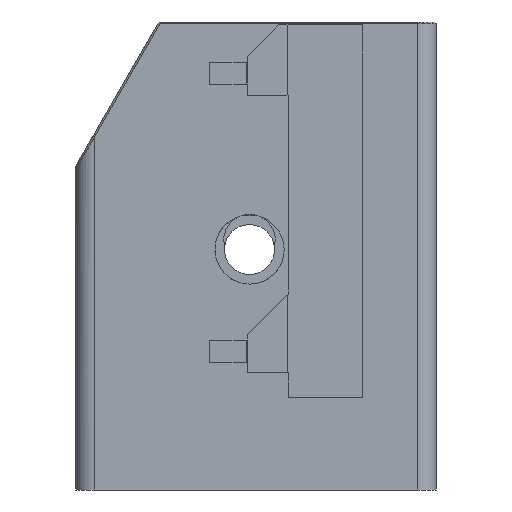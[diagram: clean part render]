
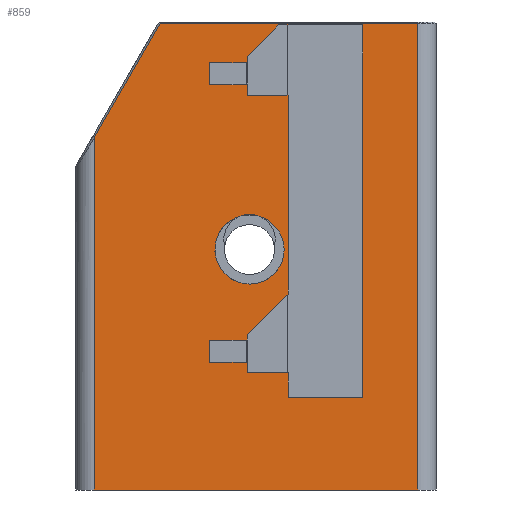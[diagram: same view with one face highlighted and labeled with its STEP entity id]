
A CAD part, front view. The second image highlights one B-rep face of the part: STEP entity #859.
In plain terms, the highlighted planar face has unit normal (0, -1, 0).
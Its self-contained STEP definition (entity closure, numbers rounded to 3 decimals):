
#249 = VERTEX_POINT('',#250);
#250 = CARTESIAN_POINT('',(185.,-77.5,0.));
#257 = EDGE_CURVE('',#258,#249,#260,.T.);
#258 = VERTEX_POINT('',#259);
#259 = CARTESIAN_POINT('',(10.,-77.5,0.));
#260 = LINE('',#261,#262);
#261 = CARTESIAN_POINT('',(0.,-77.5,0.));
#262 = VECTOR('',#263,1.);
#263 = DIRECTION('',(1.,0.,0.));
#370 = EDGE_CURVE('',#258,#371,#373,.T.);
#371 = VERTEX_POINT('',#372);
#372 = CARTESIAN_POINT('',(10.,-77.5,190.321));
#373 = LINE('',#374,#375);
#374 = CARTESIAN_POINT('',(10.,-77.5,0.));
#375 = VECTOR('',#376,1.);
#376 = DIRECTION('',(0.,0.,1.));
#859 = ADVANCED_FACE('',(#860,#894,#928,#972,#1006),#1112,.T.);
#860 = FACE_BOUND('',#861,.F.);
#861 = EDGE_LOOP('',(#862,#870,#871,#872,#880,#888));
#862 = ORIENTED_EDGE('',*,*,#863,.F.);
#863 = EDGE_CURVE('',#249,#864,#866,.T.);
#864 = VERTEX_POINT('',#865);
#865 = CARTESIAN_POINT('',(185.,-77.5,252.));
#866 = LINE('',#867,#868);
#867 = CARTESIAN_POINT('',(185.,-77.5,0.));
#868 = VECTOR('',#869,1.);
#869 = DIRECTION('',(0.,0.,1.));
#870 = ORIENTED_EDGE('',*,*,#257,.F.);
#871 = ORIENTED_EDGE('',*,*,#370,.T.);
#872 = ORIENTED_EDGE('',*,*,#873,.T.);
#873 = EDGE_CURVE('',#371,#874,#876,.T.);
#874 = VERTEX_POINT('',#875);
#875 = CARTESIAN_POINT('',(45.399,-77.5,251.634));
#876 = LINE('',#877,#878);
#877 = CARTESIAN_POINT('',(10.866,-77.5,191.821));
#878 = VECTOR('',#879,1.);
#879 = DIRECTION('',(0.5,-0.,0.866));
#880 = ORIENTED_EDGE('',*,*,#881,.F.);
#881 = EDGE_CURVE('',#882,#874,#884,.T.);
#882 = VERTEX_POINT('',#883);
#883 = CARTESIAN_POINT('',(46.033,-77.5,252.));
#884 = LINE('',#885,#886);
#885 = CARTESIAN_POINT('',(-25.789,-77.5,210.533));
#886 = VECTOR('',#887,1.);
#887 = DIRECTION('',(-0.866,-0.,-0.5));
#888 = ORIENTED_EDGE('',*,*,#889,.T.);
#889 = EDGE_CURVE('',#882,#864,#890,.T.);
#890 = LINE('',#891,#892);
#891 = CARTESIAN_POINT('',(45.033,-77.5,252.));
#892 = VECTOR('',#893,1.);
#893 = DIRECTION('',(1.,-0.,-0.));
#894 = FACE_BOUND('',#895,.F.);
#895 = EDGE_LOOP('',(#896,#906,#914,#922));
#896 = ORIENTED_EDGE('',*,*,#897,.F.);
#897 = EDGE_CURVE('',#898,#900,#902,.T.);
#898 = VERTEX_POINT('',#899);
#899 = CARTESIAN_POINT('',(72.3,-77.5,81.));
#900 = VERTEX_POINT('',#901);
#901 = CARTESIAN_POINT('',(92.3,-77.5,81.));
#902 = LINE('',#903,#904);
#903 = CARTESIAN_POINT('',(36.15,-77.5,81.));
#904 = VECTOR('',#905,1.);
#905 = DIRECTION('',(1.,0.,0.));
#906 = ORIENTED_EDGE('',*,*,#907,.T.);
#907 = EDGE_CURVE('',#898,#908,#910,.T.);
#908 = VERTEX_POINT('',#909);
#909 = CARTESIAN_POINT('',(72.3,-77.5,69.));
#910 = LINE('',#911,#912);
#911 = CARTESIAN_POINT('',(72.3,-77.5,34.5));
#912 = VECTOR('',#913,1.);
#913 = DIRECTION('',(-0.,-0.,-1.));
#914 = ORIENTED_EDGE('',*,*,#915,.T.);
#915 = EDGE_CURVE('',#908,#916,#918,.T.);
#916 = VERTEX_POINT('',#917);
#917 = CARTESIAN_POINT('',(92.3,-77.5,69.));
#918 = LINE('',#919,#920);
#919 = CARTESIAN_POINT('',(36.15,-77.5,69.));
#920 = VECTOR('',#921,1.);
#921 = DIRECTION('',(1.,0.,0.));
#922 = ORIENTED_EDGE('',*,*,#923,.F.);
#923 = EDGE_CURVE('',#900,#916,#924,.T.);
#924 = LINE('',#925,#926);
#925 = CARTESIAN_POINT('',(92.3,-77.5,34.5));
#926 = VECTOR('',#927,1.);
#927 = DIRECTION('',(-0.,-0.,-1.));
#928 = FACE_BOUND('',#929,.F.);
#929 = EDGE_LOOP('',(#930,#941,#949,#957,#965));
#930 = ORIENTED_EDGE('',*,*,#931,.F.);
#931 = EDGE_CURVE('',#932,#934,#936,.T.);
#932 = VERTEX_POINT('',#933);
#933 = CARTESIAN_POINT('',(98.551,-77.5,148.138));
#934 = VERTEX_POINT('',#935);
#935 = CARTESIAN_POINT('',(112.7,-77.5,130.));
#936 = CIRCLE('',#937,18.7);
#937 = AXIS2_PLACEMENT_3D('',#938,#939,#940);
#938 = CARTESIAN_POINT('',(94.,-77.5,130.));
#939 = DIRECTION('',(-0.,1.,0.));
#940 = DIRECTION('',(1.,0.,0.));
#941 = ORIENTED_EDGE('',*,*,#942,.T.);
#942 = EDGE_CURVE('',#932,#943,#945,.T.);
#943 = VERTEX_POINT('',#944);
#944 = CARTESIAN_POINT('',(96.304,-77.5,148.909));
#945 = LINE('',#946,#947);
#946 = CARTESIAN_POINT('',(100.663,-77.5,147.413));
#947 = VECTOR('',#948,1.);
#948 = DIRECTION('',(-0.946,0.,0.325));
#949 = ORIENTED_EDGE('',*,*,#950,.T.);
#950 = EDGE_CURVE('',#943,#951,#953,.T.);
#951 = VERTEX_POINT('',#952);
#952 = CARTESIAN_POINT('',(91.696,-77.5,148.909));
#953 = LINE('',#954,#955);
#954 = CARTESIAN_POINT('',(96.304,-77.5,148.909));
#955 = VECTOR('',#956,1.);
#956 = DIRECTION('',(-1.,0.,0.));
#957 = ORIENTED_EDGE('',*,*,#958,.T.);
#958 = EDGE_CURVE('',#951,#959,#961,.T.);
#959 = VERTEX_POINT('',#960);
#960 = CARTESIAN_POINT('',(89.449,-77.5,148.138));
#961 = LINE('',#962,#963);
#962 = CARTESIAN_POINT('',(91.696,-77.5,148.909));
#963 = VECTOR('',#964,1.);
#964 = DIRECTION('',(-0.946,0.,-0.325));
#965 = ORIENTED_EDGE('',*,*,#966,.F.);
#966 = EDGE_CURVE('',#934,#959,#967,.T.);
#967 = CIRCLE('',#968,18.7);
#968 = AXIS2_PLACEMENT_3D('',#969,#970,#971);
#969 = CARTESIAN_POINT('',(94.,-77.5,130.));
#970 = DIRECTION('',(-0.,1.,0.));
#971 = DIRECTION('',(1.,0.,0.));
#972 = FACE_BOUND('',#973,.F.);
#973 = EDGE_LOOP('',(#974,#984,#992,#1000));
#974 = ORIENTED_EDGE('',*,*,#975,.F.);
#975 = EDGE_CURVE('',#976,#978,#980,.T.);
#976 = VERTEX_POINT('',#977);
#977 = CARTESIAN_POINT('',(72.3,-77.5,231.));
#978 = VERTEX_POINT('',#979);
#979 = CARTESIAN_POINT('',(92.3,-77.5,231.));
#980 = LINE('',#981,#982);
#981 = CARTESIAN_POINT('',(36.15,-77.5,231.));
#982 = VECTOR('',#983,1.);
#983 = DIRECTION('',(1.,0.,0.));
#984 = ORIENTED_EDGE('',*,*,#985,.T.);
#985 = EDGE_CURVE('',#976,#986,#988,.T.);
#986 = VERTEX_POINT('',#987);
#987 = CARTESIAN_POINT('',(72.3,-77.5,219.));
#988 = LINE('',#989,#990);
#989 = CARTESIAN_POINT('',(72.3,-77.5,109.5));
#990 = VECTOR('',#991,1.);
#991 = DIRECTION('',(-0.,-0.,-1.));
#992 = ORIENTED_EDGE('',*,*,#993,.T.);
#993 = EDGE_CURVE('',#986,#994,#996,.T.);
#994 = VERTEX_POINT('',#995);
#995 = CARTESIAN_POINT('',(92.3,-77.5,219.));
#996 = LINE('',#997,#998);
#997 = CARTESIAN_POINT('',(36.15,-77.5,219.));
#998 = VECTOR('',#999,1.);
#999 = DIRECTION('',(1.,0.,0.));
#1000 = ORIENTED_EDGE('',*,*,#1001,.F.);
#1001 = EDGE_CURVE('',#978,#994,#1002,.T.);
#1002 = LINE('',#1003,#1004);
#1003 = CARTESIAN_POINT('',(92.3,-77.5,109.5));
#1004 = VECTOR('',#1005,1.);
#1005 = DIRECTION('',(-0.,-0.,-1.));
#1006 = FACE_BOUND('',#1007,.F.);
#1007 = EDGE_LOOP('',(#1008,#1018,#1026,#1034,#1042,#1050,#1058,#1066,
    #1074,#1082,#1090,#1098,#1106));
#1008 = ORIENTED_EDGE('',*,*,#1009,.F.);
#1009 = EDGE_CURVE('',#1010,#1012,#1014,.T.);
#1010 = VERTEX_POINT('',#1011);
#1011 = CARTESIAN_POINT('',(109.7,-77.5,251.4));
#1012 = VERTEX_POINT('',#1013);
#1013 = CARTESIAN_POINT('',(114.8,-77.5,251.4));
#1014 = LINE('',#1015,#1016);
#1015 = CARTESIAN_POINT('',(46.35,-77.5,251.4));
#1016 = VECTOR('',#1017,1.);
#1017 = DIRECTION('',(1.,0.,0.));
#1018 = ORIENTED_EDGE('',*,*,#1019,.T.);
#1019 = EDGE_CURVE('',#1010,#1020,#1022,.T.);
#1020 = VERTEX_POINT('',#1021);
#1021 = CARTESIAN_POINT('',(92.7,-77.5,234.4));
#1022 = LINE('',#1023,#1024);
#1023 = CARTESIAN_POINT('',(15.175,-77.5,156.875));
#1024 = VECTOR('',#1025,1.);
#1025 = DIRECTION('',(-0.707,-0.,-0.707));
#1026 = ORIENTED_EDGE('',*,*,#1027,.T.);
#1027 = EDGE_CURVE('',#1020,#1028,#1030,.T.);
#1028 = VERTEX_POINT('',#1029);
#1029 = CARTESIAN_POINT('',(92.7,-77.5,213.4));
#1030 = LINE('',#1031,#1032);
#1031 = CARTESIAN_POINT('',(92.7,-77.5,106.7));
#1032 = VECTOR('',#1033,1.);
#1033 = DIRECTION('',(-0.,-0.,-1.));
#1034 = ORIENTED_EDGE('',*,*,#1035,.T.);
#1035 = EDGE_CURVE('',#1028,#1036,#1038,.T.);
#1036 = VERTEX_POINT('',#1037);
#1037 = CARTESIAN_POINT('',(114.8,-77.5,213.4));
#1038 = LINE('',#1039,#1040);
#1039 = CARTESIAN_POINT('',(46.35,-77.5,213.4));
#1040 = VECTOR('',#1041,1.);
#1041 = DIRECTION('',(1.,0.,0.));
#1042 = ORIENTED_EDGE('',*,*,#1043,.T.);
#1043 = EDGE_CURVE('',#1036,#1044,#1046,.T.);
#1044 = VERTEX_POINT('',#1045);
#1045 = CARTESIAN_POINT('',(114.8,-77.5,105.95));
#1046 = LINE('',#1047,#1048);
#1047 = CARTESIAN_POINT('',(114.8,-77.5,25.));
#1048 = VECTOR('',#1049,1.);
#1049 = DIRECTION('',(-0.,-0.,-1.));
#1050 = ORIENTED_EDGE('',*,*,#1051,.T.);
#1051 = EDGE_CURVE('',#1044,#1052,#1054,.T.);
#1052 = VERTEX_POINT('',#1053);
#1053 = CARTESIAN_POINT('',(92.7,-77.5,83.85));
#1054 = LINE('',#1055,#1056);
#1055 = CARTESIAN_POINT('',(54.125,-77.5,45.275));
#1056 = VECTOR('',#1057,1.);
#1057 = DIRECTION('',(-0.707,-0.,-0.707));
#1058 = ORIENTED_EDGE('',*,*,#1059,.T.);
#1059 = EDGE_CURVE('',#1052,#1060,#1062,.T.);
#1060 = VERTEX_POINT('',#1061);
#1061 = CARTESIAN_POINT('',(92.7,-77.5,63.4));
#1062 = LINE('',#1063,#1064);
#1063 = CARTESIAN_POINT('',(92.7,-77.5,31.7));
#1064 = VECTOR('',#1065,1.);
#1065 = DIRECTION('',(-0.,-0.,-1.));
#1066 = ORIENTED_EDGE('',*,*,#1067,.T.);
#1067 = EDGE_CURVE('',#1060,#1068,#1070,.T.);
#1068 = VERTEX_POINT('',#1069);
#1069 = CARTESIAN_POINT('',(114.8,-77.5,63.4));
#1070 = LINE('',#1071,#1072);
#1071 = CARTESIAN_POINT('',(46.35,-77.5,63.4));
#1072 = VECTOR('',#1073,1.);
#1073 = DIRECTION('',(1.,0.,0.));
#1074 = ORIENTED_EDGE('',*,*,#1075,.T.);
#1075 = EDGE_CURVE('',#1068,#1076,#1078,.T.);
#1076 = VERTEX_POINT('',#1077);
#1077 = CARTESIAN_POINT('',(114.8,-77.5,50.));
#1078 = LINE('',#1079,#1080);
#1079 = CARTESIAN_POINT('',(114.8,-77.5,25.));
#1080 = VECTOR('',#1081,1.);
#1081 = DIRECTION('',(-0.,-0.,-1.));
#1082 = ORIENTED_EDGE('',*,*,#1083,.T.);
#1083 = EDGE_CURVE('',#1076,#1084,#1086,.T.);
#1084 = VERTEX_POINT('',#1085);
#1085 = CARTESIAN_POINT('',(155.2,-77.5,50.));
#1086 = LINE('',#1087,#1088);
#1087 = CARTESIAN_POINT('',(57.4,-77.5,50.));
#1088 = VECTOR('',#1089,1.);
#1089 = DIRECTION('',(1.,0.,0.));
#1090 = ORIENTED_EDGE('',*,*,#1091,.F.);
#1091 = EDGE_CURVE('',#1092,#1084,#1094,.T.);
#1092 = VERTEX_POINT('',#1093);
#1093 = CARTESIAN_POINT('',(155.2,-77.5,251.4));
#1094 = LINE('',#1095,#1096);
#1095 = CARTESIAN_POINT('',(155.2,-77.5,25.));
#1096 = VECTOR('',#1097,1.);
#1097 = DIRECTION('',(-0.,-0.,-1.));
#1098 = ORIENTED_EDGE('',*,*,#1099,.F.);
#1099 = EDGE_CURVE('',#1100,#1092,#1102,.T.);
#1100 = VERTEX_POINT('',#1101);
#1101 = CARTESIAN_POINT('',(115.,-77.5,251.4));
#1102 = LINE('',#1103,#1104);
#1103 = CARTESIAN_POINT('',(57.4,-77.5,251.4));
#1104 = VECTOR('',#1105,1.);
#1105 = DIRECTION('',(1.,0.,0.));
#1106 = ORIENTED_EDGE('',*,*,#1107,.F.);
#1107 = EDGE_CURVE('',#1012,#1100,#1108,.T.);
#1108 = LINE('',#1109,#1110);
#1109 = CARTESIAN_POINT('',(57.4,-77.5,251.4));
#1110 = VECTOR('',#1111,1.);
#1111 = DIRECTION('',(1.,0.,0.));
#1112 = PLANE('',#1113);
#1113 = AXIS2_PLACEMENT_3D('',#1114,#1115,#1116);
#1114 = CARTESIAN_POINT('',(0.,-77.5,0.));
#1115 = DIRECTION('',(-0.,-1.,-0.));
#1116 = DIRECTION('',(0.,0.,-1.));
